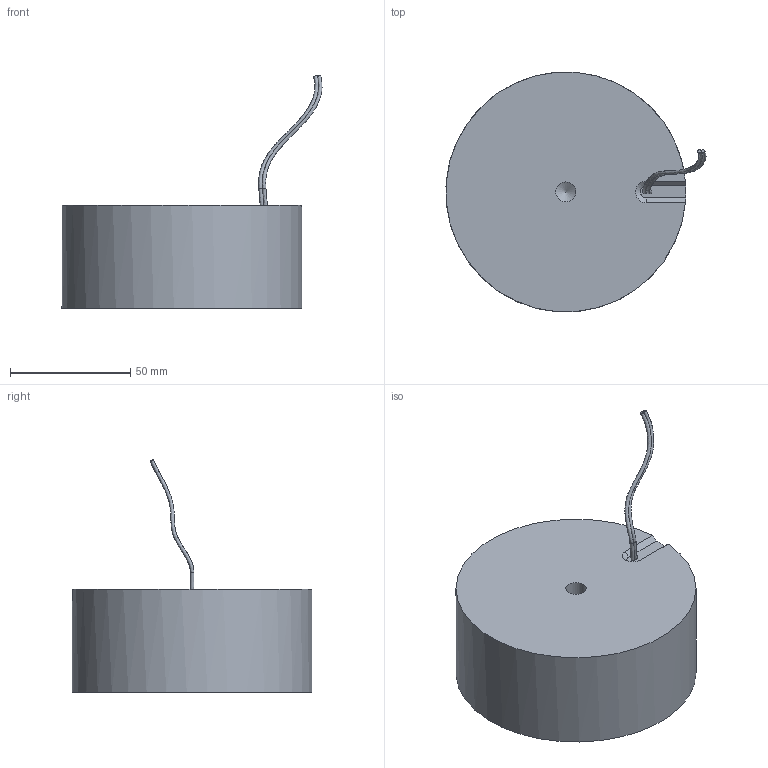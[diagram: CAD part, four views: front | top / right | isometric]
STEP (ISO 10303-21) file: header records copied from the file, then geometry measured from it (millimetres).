
FILE_DESCRIPTION(/* description */ ('ELECTRO MAGNET D100x43'),/* implementation_level */ '2;1');
FILE_NAME(/* name */ 'EHRO010001 - Customer.stp',/* time_stamp */ '2014-03-07T08:31:35+01:00',/* author */ ('bs'),/* organization */ (''),/* preprocessor_version */ 'ST-DEVELOPER v15.2',/* originating_system */ 'Autodesk Inventor 2014',/* authorisation */ '');
FILE_SCHEMA (('AUTOMOTIVE_DESIGN { 1 0 10303 214 3 1 1 }'));
Length unit declared in the file: millimetre
Products named in the file (1): EHRO010001
Bounding box: 108.33 x 99.87 x 96.88 mm (x, y, z)
Volume: 336502.7 mm3; surface area: 58080.2 mm2
Topology: 1 solids, 1 shells, 23 faces, 54 edges, 35 vertices
Faces by surface type: plane 11, cylinder 6, bspline 4, cone 2
Full cylindrical faces by diameter (mm): 8.376 x1, 42.8 x1, 42.82 x1, 91.28 x1, 91.3 x1, 100 x1
Entity records: 1067 total; most frequent: CARTESIAN_POINT 548, DIRECTION 101, ORIENTED_EDGE 92, AXIS2_PLACEMENT_3D 47, EDGE_CURVE 45, EDGE_LOOP 36, VERTEX_POINT 33, ADVANCED_FACE 23
